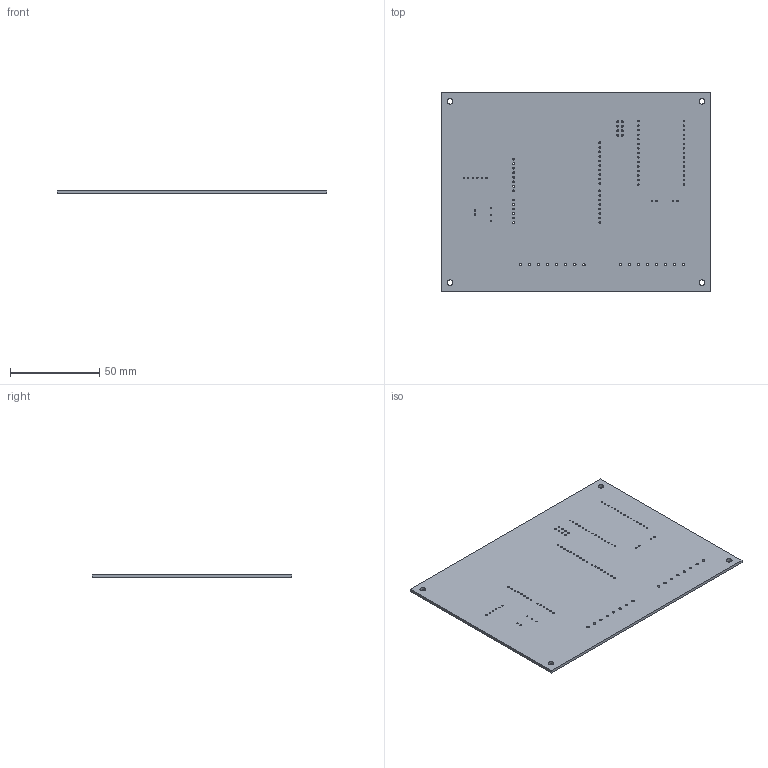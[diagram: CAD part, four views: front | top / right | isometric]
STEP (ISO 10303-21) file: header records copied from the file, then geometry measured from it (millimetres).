
FILE_DESCRIPTION(('KiCad electronic assembly'),'2;1');
FILE_NAME('Arduino Schematic.step','2023-01-13T23:01:53',('Pcbnew'),( 'Kicad'),'Open CASCADE STEP processor 7.6','KiCad to STEP converter' ,'Unknown');
FILE_SCHEMA(('AUTOMOTIVE_DESIGN { 1 0 10303 214 1 1 1 1 }'));
Length unit declared in the file: millimetre
Products named in the file (2): Arduino Schematic 1; Arduino Schematic PCB
Assembly tree (1 placements, depth 2):
  Arduino Schematic 1
    Arduino Schematic PCB
Bounding box: 151.13 x 111.76 x 1.6 mm (x, y, z)
Volume: 26853.6 mm3; surface area: 34955.3 mm2
Topology: 1 solids, 1 shells, 111 faces, 327 edges, 218 vertices
Faces by surface type: cylinder 105, plane 6
Full cylindrical faces by diameter (mm): 0.6 x3, 0.762 x36, 1 x46, 1.3 x16, 3.2 x4
Entity records: 8549 total; most frequent: DIRECTION 1417, CARTESIAN_POINT 1312, ORIENTED_EDGE 654, PCURVE 654, DEFINITIONAL_REPRESENTATION 654, LINE 561, VECTOR 561, CIRCLE 420
